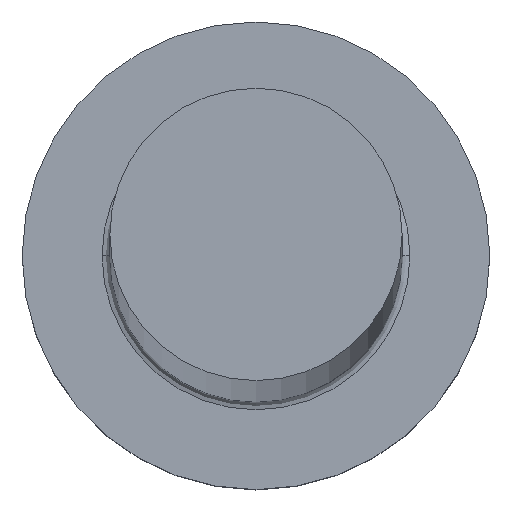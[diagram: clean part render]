
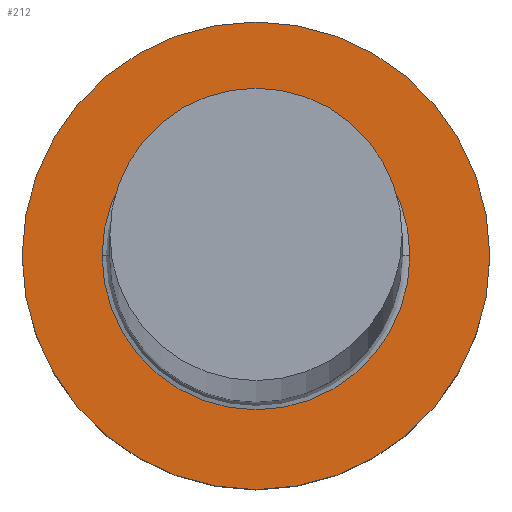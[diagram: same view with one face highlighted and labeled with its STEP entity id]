
A CAD part, top view. The second image highlights one B-rep face of the part: STEP entity #212.
In plain terms, the highlighted planar face has unit normal (0, 0, 1).
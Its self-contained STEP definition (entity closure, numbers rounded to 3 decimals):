
#35 = CIRCLE ( 'NONE', #284, 3.95 ) ;
#36 = EDGE_CURVE ( 'NONE', #216, #190, #35, .T. ) ;
#43 = DIRECTION ( 'NONE',  ( 0., 0., 1. ) ) ;
#46 = DIRECTION ( 'NONE',  ( 1., 0., 0. ) ) ;
#85 = CARTESIAN_POINT ( 'NONE',  ( 0., 0., 5. ) ) ;
#86 = CIRCLE ( 'NONE', #260, 6. ) ;
#98 = ORIENTED_EDGE ( 'NONE', *, *, #189, .T. ) ;
#99 = CIRCLE ( 'NONE', #160, 6. ) ;
#100 = ORIENTED_EDGE ( 'NONE', *, *, #36, .T. ) ;
#104 = DIRECTION ( 'NONE',  ( 1., 0., 0. ) ) ;
#107 = CARTESIAN_POINT ( 'NONE',  ( -3.95, 0., 5. ) ) ;
#110 = EDGE_CURVE ( 'NONE', #121, #145, #99, .T. ) ;
#121 = VERTEX_POINT ( 'NONE', #200 ) ;
#126 = CARTESIAN_POINT ( 'NONE',  ( 0., 0., 5. ) ) ;
#128 = DIRECTION ( 'NONE',  ( 0., 0., -1. ) ) ;
#138 = CARTESIAN_POINT ( 'NONE',  ( 3.95, 0., 5. ) ) ;
#140 = FACE_OUTER_BOUND ( 'NONE', #290, .T. ) ;
#141 = CIRCLE ( 'NONE', #222, 3.95 ) ;
#145 = VERTEX_POINT ( 'NONE', #271 ) ;
#159 = CARTESIAN_POINT ( 'NONE',  ( 0., 0., 5. ) ) ;
#160 = AXIS2_PLACEMENT_3D ( 'NONE', #85, #43, #301 ) ;
#170 = EDGE_LOOP ( 'NONE', ( #100, #98 ) ) ;
#189 = EDGE_CURVE ( 'NONE', #190, #216, #141, .T. ) ;
#190 = VERTEX_POINT ( 'NONE', #107 ) ;
#200 = CARTESIAN_POINT ( 'NONE',  ( 6., 0., 5. ) ) ;
#203 = CARTESIAN_POINT ( 'NONE',  ( 0., 0., 5. ) ) ;
#207 = FACE_BOUND ( 'NONE', #170, .T. ) ;
#209 = DIRECTION ( 'NONE',  ( 1., 0., 0. ) ) ;
#212 = ADVANCED_FACE ( 'NONE', ( #207, #140 ), #257, .T. ) ;
#213 = AXIS2_PLACEMENT_3D ( 'NONE', #159, #258, #209 ) ;
#216 = VERTEX_POINT ( 'NONE', #138 ) ;
#221 = DIRECTION ( 'NONE',  ( 1., 0., 0. ) ) ;
#222 = AXIS2_PLACEMENT_3D ( 'NONE', #126, #128, #221 ) ;
#227 = EDGE_CURVE ( 'NONE', #145, #121, #86, .T. ) ;
#229 = CARTESIAN_POINT ( 'NONE',  ( 0., 0., 5. ) ) ;
#235 = DIRECTION ( 'NONE',  ( 0., 0., 1. ) ) ;
#237 = ORIENTED_EDGE ( 'NONE', *, *, #110, .T. ) ;
#257 = PLANE ( 'NONE',  #213 ) ;
#258 = DIRECTION ( 'NONE',  ( 0., 0., 1. ) ) ;
#260 = AXIS2_PLACEMENT_3D ( 'NONE', #229, #235, #46 ) ;
#271 = CARTESIAN_POINT ( 'NONE',  ( -6., 0., 5. ) ) ;
#274 = DIRECTION ( 'NONE',  ( 0., 0., -1. ) ) ;
#284 = AXIS2_PLACEMENT_3D ( 'NONE', #203, #274, #104 ) ;
#290 = EDGE_LOOP ( 'NONE', ( #298, #237 ) ) ;
#298 = ORIENTED_EDGE ( 'NONE', *, *, #227, .T. ) ;
#301 = DIRECTION ( 'NONE',  ( 1., 0., 0. ) ) ;
